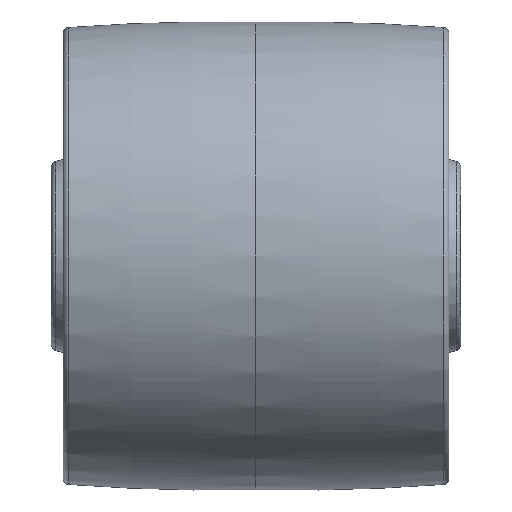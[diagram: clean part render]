
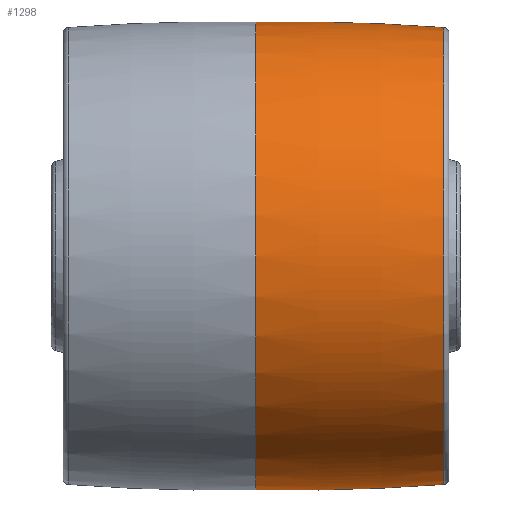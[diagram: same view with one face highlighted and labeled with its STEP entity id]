
A CAD part, front view. The second image highlights one B-rep face of the part: STEP entity #1298.
In plain terms, the highlighted toroidal (fillet/blend) face has major radius 154.975 mm and minor radius 175 mm.
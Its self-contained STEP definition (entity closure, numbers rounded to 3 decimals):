
#11 = CARTESIAN_POINT ( 'NONE',  ( 16.037, 0., 0. ) ) ;
#17 = CIRCLE ( 'NONE', #647, 175. ) ;
#36 = CIRCLE ( 'NONE', #1483, 20. ) ;
#54 = ORIENTED_EDGE ( 'NONE', *, *, #198, .F. ) ;
#85 = DIRECTION ( 'NONE',  ( 0., 0., 1. ) ) ;
#117 = DIRECTION ( 'NONE',  ( 0., 0., -1. ) ) ;
#180 = DIRECTION ( 'NONE',  ( 0., 1., 0. ) ) ;
#198 = EDGE_CURVE ( 'NONE', #877, #805, #36, .T. ) ;
#228 = FACE_OUTER_BOUND ( 'NONE', #257, .T. ) ;
#243 = AXIS2_PLACEMENT_3D ( 'NONE', #1219, #946, #117 ) ;
#257 = EDGE_LOOP ( 'NONE', ( #507, #1783, #355, #54 ) ) ;
#355 = ORIENTED_EDGE ( 'NONE', *, *, #1685, .T. ) ;
#437 = VERTEX_POINT ( 'NONE', #1364 ) ;
#480 = DIRECTION ( 'NONE',  ( -1., 0., 0. ) ) ;
#502 = TOROIDAL_SURFACE ( 'NONE', #1522, -154.975, 175. ) ;
#507 = ORIENTED_EDGE ( 'NONE', *, *, #903, .F. ) ;
#647 = AXIS2_PLACEMENT_3D ( 'NONE', #1270, #180, #1125 ) ;
#648 = CARTESIAN_POINT ( 'NONE',  ( 0., 0., 0. ) ) ;
#654 = CARTESIAN_POINT ( 'NONE',  ( 2.955, 0., 0. ) ) ;
#788 = AXIS2_PLACEMENT_3D ( 'NONE', #11, #818, #804 ) ;
#804 = DIRECTION ( 'NONE',  ( 0., 0., 1. ) ) ;
#805 = VERTEX_POINT ( 'NONE', #806 ) ;
#806 = CARTESIAN_POINT ( 'NONE',  ( 0., 0., 20. ) ) ;
#818 = DIRECTION ( 'NONE',  ( -1., 0., 0. ) ) ;
#877 = VERTEX_POINT ( 'NONE', #1710 ) ;
#903 = EDGE_CURVE ( 'NONE', #437, #877, #17, .T. ) ;
#946 = DIRECTION ( 'NONE',  ( 0., -1., 0. ) ) ;
#1029 = VERTEX_POINT ( 'NONE', #1277 ) ;
#1031 = CIRCLE ( 'NONE', #243, 175. ) ;
#1125 = DIRECTION ( 'NONE',  ( 0., 0., 1. ) ) ;
#1184 = DIRECTION ( 'NONE',  ( 0., 0., 1. ) ) ;
#1219 = CARTESIAN_POINT ( 'NONE',  ( 2.955, 0., -154.975 ) ) ;
#1260 = CIRCLE ( 'NONE', #788, 19.535 ) ;
#1270 = CARTESIAN_POINT ( 'NONE',  ( 2.955, 0., 154.975 ) ) ;
#1277 = CARTESIAN_POINT ( 'NONE',  ( 16.037, 0., 19.535 ) ) ;
#1298 = ADVANCED_FACE ( 'NONE', ( #228 ), #502, .T. ) ;
#1331 = DIRECTION ( 'NONE',  ( -1., 0., 0. ) ) ;
#1364 = CARTESIAN_POINT ( 'NONE',  ( 16.037, 0., -19.535 ) ) ;
#1483 = AXIS2_PLACEMENT_3D ( 'NONE', #648, #480, #1184 ) ;
#1522 = AXIS2_PLACEMENT_3D ( 'NONE', #654, #1331, #85 ) ;
#1632 = EDGE_CURVE ( 'NONE', #437, #1029, #1260, .T. ) ;
#1685 = EDGE_CURVE ( 'NONE', #1029, #805, #1031, .T. ) ;
#1710 = CARTESIAN_POINT ( 'NONE',  ( 0., 0., -20. ) ) ;
#1783 = ORIENTED_EDGE ( 'NONE', *, *, #1632, .T. ) ;
